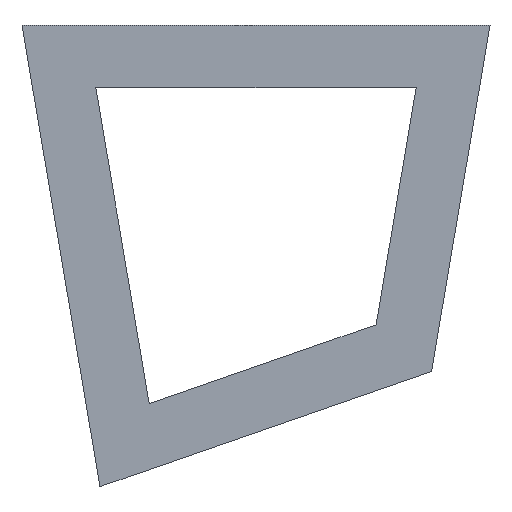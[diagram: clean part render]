
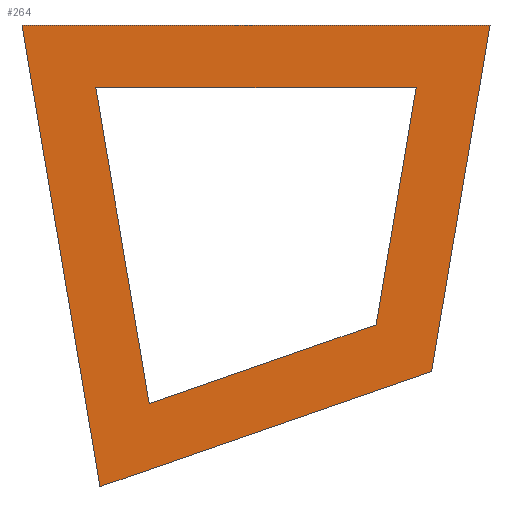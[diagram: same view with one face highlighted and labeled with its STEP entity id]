
A CAD part, front view. The second image highlights one B-rep face of the part: STEP entity #264.
In plain terms, the highlighted planar face has unit normal (0, -1, 0).
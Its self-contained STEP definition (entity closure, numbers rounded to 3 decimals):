
#5 = EDGE_LOOP ( 'NONE', ( #214, #243, #82, #53 ) ) ;
#12 = ORIENTED_EDGE ( 'NONE', *, *, #253, .T. ) ;
#14 = VECTOR ( 'NONE', #156, 1000. ) ;
#24 = DIRECTION ( 'NONE',  ( 0., -1., 0. ) ) ;
#27 = LINE ( 'NONE', #117, #86 ) ;
#30 = VERTEX_POINT ( 'NONE', #292 ) ;
#37 = EDGE_CURVE ( 'NONE', #56, #132, #241, .T. ) ;
#39 = VECTOR ( 'NONE', #254, 1000. ) ;
#40 = CARTESIAN_POINT ( 'NONE',  ( 31.596, 0., -5. ) ) ;
#42 = CARTESIAN_POINT ( 'NONE',  ( 32.824, 0., -27.75 ) ) ;
#51 = CARTESIAN_POINT ( 'NONE',  ( 37.512, 0., 0. ) ) ;
#53 = ORIENTED_EDGE ( 'NONE', *, *, #181, .F. ) ;
#56 = VERTEX_POINT ( 'NONE', #273 ) ;
#59 = LINE ( 'NONE', #285, #14 ) ;
#68 = DIRECTION ( 'NONE',  ( -0.945, 0., -0.328 ) ) ;
#72 = DIRECTION ( 'NONE',  ( 1., 0., 0. ) ) ;
#74 = PLANE ( 'NONE',  #188 ) ;
#78 = VERTEX_POINT ( 'NONE', #90 ) ;
#79 = DIRECTION ( 'NONE',  ( -0.945, 0., -0.328 ) ) ;
#82 = ORIENTED_EDGE ( 'NONE', *, *, #276, .F. ) ;
#86 = VECTOR ( 'NONE', #278, 1000. ) ;
#90 = CARTESIAN_POINT ( 'NONE',  ( 0., 0., 0. ) ) ;
#91 = CARTESIAN_POINT ( 'NONE',  ( 10.194, 0., -30.323 ) ) ;
#93 = EDGE_CURVE ( 'NONE', #132, #122, #140, .T. ) ;
#100 = DIRECTION ( 'NONE',  ( -0.167, 0., 0.986 ) ) ;
#102 = ORIENTED_EDGE ( 'NONE', *, *, #93, .T. ) ;
#110 = VERTEX_POINT ( 'NONE', #197 ) ;
#112 = LINE ( 'NONE', #201, #261 ) ;
#114 = CARTESIAN_POINT ( 'NONE',  ( 28.386, 0., -23.999 ) ) ;
#117 = CARTESIAN_POINT ( 'NONE',  ( 37.512, 0., 0. ) ) ;
#122 = VERTEX_POINT ( 'NONE', #91 ) ;
#126 = VERTEX_POINT ( 'NONE', #42 ) ;
#127 = VECTOR ( 'NONE', #135, 1000. ) ;
#132 = VERTEX_POINT ( 'NONE', #114 ) ;
#135 = DIRECTION ( 'NONE',  ( -0.167, 0., -0.986 ) ) ;
#140 = LINE ( 'NONE', #275, #217 ) ;
#149 = CARTESIAN_POINT ( 'NONE',  ( 0., 0., 0. ) ) ;
#156 = DIRECTION ( 'NONE',  ( 1., 0., 0. ) ) ;
#175 = DIRECTION ( 'NONE',  ( 0., 0., -1. ) ) ;
#178 = FACE_OUTER_BOUND ( 'NONE', #5, .T. ) ;
#181 = EDGE_CURVE ( 'NONE', #78, #245, #112, .T. ) ;
#182 = LINE ( 'NONE', #203, #39 ) ;
#188 = AXIS2_PLACEMENT_3D ( 'NONE', #149, #24, #175 ) ;
#197 = CARTESIAN_POINT ( 'NONE',  ( 6.249, 0., -36.988 ) ) ;
#201 = CARTESIAN_POINT ( 'NONE',  ( 0., 0., 0. ) ) ;
#203 = CARTESIAN_POINT ( 'NONE',  ( 10.194, 0., -30.323 ) ) ;
#214 = ORIENTED_EDGE ( 'NONE', *, *, #287, .F. ) ;
#217 = VECTOR ( 'NONE', #68, 1000. ) ;
#239 = CARTESIAN_POINT ( 'NONE',  ( 32.824, 0., -27.75 ) ) ;
#241 = LINE ( 'NONE', #40, #127 ) ;
#243 = ORIENTED_EDGE ( 'NONE', *, *, #297, .F. ) ;
#245 = VERTEX_POINT ( 'NONE', #51 ) ;
#253 = EDGE_CURVE ( 'NONE', #122, #30, #182, .T. ) ;
#254 = DIRECTION ( 'NONE',  ( -0.167, 0., 0.986 ) ) ;
#255 = LINE ( 'NONE', #305, #288 ) ;
#257 = FACE_BOUND ( 'NONE', #286, .T. ) ;
#261 = VECTOR ( 'NONE', #72, 1000. ) ;
#264 = ADVANCED_FACE ( 'NONE', ( #178, #257 ), #74, .T. ) ;
#269 = ORIENTED_EDGE ( 'NONE', *, *, #315, .T. ) ;
#273 = CARTESIAN_POINT ( 'NONE',  ( 31.596, 0., -5. ) ) ;
#274 = VECTOR ( 'NONE', #79, 1000. ) ;
#275 = CARTESIAN_POINT ( 'NONE',  ( 28.386, 0., -23.999 ) ) ;
#276 = EDGE_CURVE ( 'NONE', #245, #126, #27, .T. ) ;
#278 = DIRECTION ( 'NONE',  ( -0.167, 0., -0.986 ) ) ;
#285 = CARTESIAN_POINT ( 'NONE',  ( 5.916, 0., -5. ) ) ;
#286 = EDGE_LOOP ( 'NONE', ( #318, #102, #12, #269 ) ) ;
#287 = EDGE_CURVE ( 'NONE', #110, #78, #255, .T. ) ;
#288 = VECTOR ( 'NONE', #100, 1000. ) ;
#291 = LINE ( 'NONE', #239, #274 ) ;
#292 = CARTESIAN_POINT ( 'NONE',  ( 5.916, 0., -5. ) ) ;
#297 = EDGE_CURVE ( 'NONE', #126, #110, #291, .T. ) ;
#305 = CARTESIAN_POINT ( 'NONE',  ( 6.249, 0., -36.988 ) ) ;
#315 = EDGE_CURVE ( 'NONE', #30, #56, #59, .T. ) ;
#318 = ORIENTED_EDGE ( 'NONE', *, *, #37, .T. ) ;
